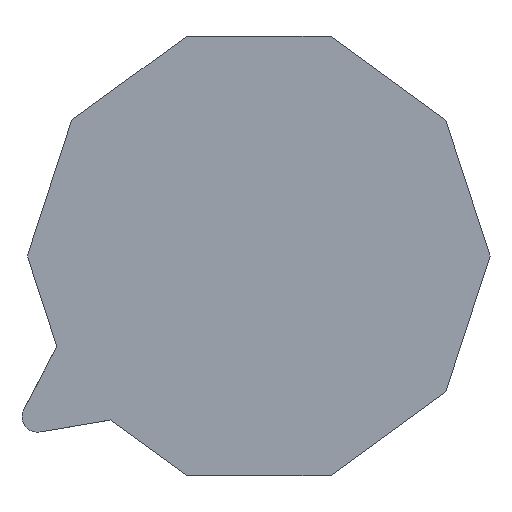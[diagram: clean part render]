
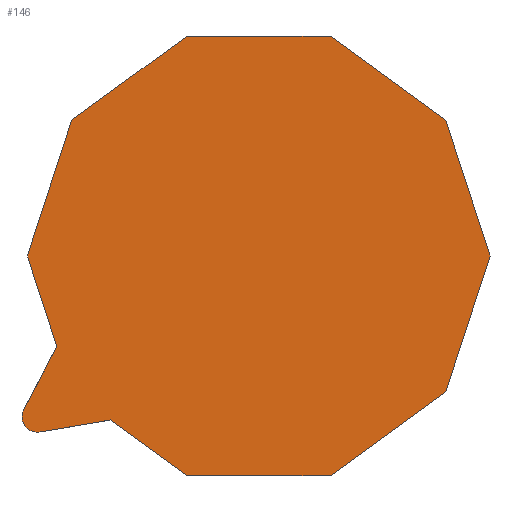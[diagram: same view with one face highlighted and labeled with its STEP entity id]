
A CAD part, front view. The second image highlights one B-rep face of the part: STEP entity #146.
In plain terms, the highlighted planar face has unit normal (0, -1, 0).
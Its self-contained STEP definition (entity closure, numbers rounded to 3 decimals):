
#22 = VERTEX_POINT ( 'NONE', #595 ) ;
#23 = DIRECTION ( 'NONE',  ( 0.309, 0., 0.951 ) ) ;
#37 = CARTESIAN_POINT ( 'NONE',  ( -7.835, 0., 4.119 ) ) ;
#39 = VERTEX_POINT ( 'NONE', #887 ) ;
#42 = CARTESIAN_POINT ( 'NONE',  ( 12.135, 0., 8.817 ) ) ;
#93 = LINE ( 'NONE', #827, #153 ) ;
#104 = CARTESIAN_POINT ( 'NONE',  ( -14.183, 0., -11.413 ) ) ;
#125 = CARTESIAN_POINT ( 'NONE',  ( -15.237, 0., -9.962 ) ) ;
#134 = PLANE ( 'NONE',  #549 ) ;
#136 = CARTESIAN_POINT ( 'NONE',  ( -4.635, 0., -14.266 ) ) ;
#145 = VERTEX_POINT ( 'NONE', #104 ) ;
#146 = ADVANCED_FACE ( 'NONE', ( #1137 ), #134, .F. ) ;
#153 = VECTOR ( 'NONE', #206, 1000. ) ;
#180 = EDGE_CURVE ( 'NONE', #892, #803, #612, .T. ) ;
#194 = DIRECTION ( 'NONE',  ( 0., 1., 0. ) ) ;
#206 = DIRECTION ( 'NONE',  ( -0.986, 0., -0.169 ) ) ;
#231 = CIRCLE ( 'NONE', #1066, 1. ) ;
#239 = EDGE_CURVE ( 'NONE', #480, #22, #813, .T. ) ;
#258 = CARTESIAN_POINT ( 'NONE',  ( 15., 0., 0. ) ) ;
#269 = ORIENTED_EDGE ( 'NONE', *, *, #1091, .F. ) ;
#283 = CARTESIAN_POINT ( 'NONE',  ( -14.352, 0., -10.428 ) ) ;
#291 = CARTESIAN_POINT ( 'NONE',  ( 4.635, 0., 14.266 ) ) ;
#294 = DIRECTION ( 'NONE',  ( 0., 0., 1. ) ) ;
#298 = DIRECTION ( 'NONE',  ( 0.809, 0., -0.588 ) ) ;
#301 = EDGE_CURVE ( 'NONE', #660, #1290, #553, .T. ) ;
#303 = ORIENTED_EDGE ( 'NONE', *, *, #990, .F. ) ;
#309 = VECTOR ( 'NONE', #1225, 1000. ) ;
#321 = ORIENTED_EDGE ( 'NONE', *, *, #778, .F. ) ;
#325 = CARTESIAN_POINT ( 'NONE',  ( 12.135, 0., -8.817 ) ) ;
#326 = DIRECTION ( 'NONE',  ( 0.809, 0., 0.588 ) ) ;
#328 = EDGE_CURVE ( 'NONE', #587, #1033, #843, .T. ) ;
#330 = VECTOR ( 'NONE', #1315, 1000. ) ;
#335 = VECTOR ( 'NONE', #298, 1000. ) ;
#424 = DIRECTION ( 'NONE',  ( 0.465, 0., 0.885 ) ) ;
#430 = DIRECTION ( 'NONE',  ( -1., 0., 0. ) ) ;
#433 = EDGE_CURVE ( 'NONE', #533, #145, #231, .T. ) ;
#454 = CARTESIAN_POINT ( 'NONE',  ( -9.635, 0., -10.633 ) ) ;
#456 = ORIENTED_EDGE ( 'NONE', *, *, #328, .F. ) ;
#465 = DIRECTION ( 'NONE',  ( 0., 0., 1. ) ) ;
#475 = VECTOR ( 'NONE', #23, 1000. ) ;
#480 = VERTEX_POINT ( 'NONE', #291 ) ;
#488 = EDGE_CURVE ( 'NONE', #1081, #145, #93, .T. ) ;
#494 = EDGE_LOOP ( 'NONE', ( #321, #1288, #609, #269, #729, #1024, #1210, #1282, #941, #839, #456, #982, #303 ) ) ;
#496 = LINE ( 'NONE', #830, #330 ) ;
#506 = EDGE_CURVE ( 'NONE', #803, #660, #1313, .T. ) ;
#514 = DIRECTION ( 'NONE',  ( -0.309, 0., -0.951 ) ) ;
#533 = VERTEX_POINT ( 'NONE', #125 ) ;
#545 = DIRECTION ( 'NONE',  ( -0.309, 0., 0.951 ) ) ;
#549 = AXIS2_PLACEMENT_3D ( 'NONE', #1043, #194, #294 ) ;
#553 = LINE ( 'NONE', #857, #889 ) ;
#581 = VECTOR ( 'NONE', #1223, 1000. ) ;
#587 = VERTEX_POINT ( 'NONE', #1255 ) ;
#595 = CARTESIAN_POINT ( 'NONE',  ( 12.135, 0., 8.817 ) ) ;
#609 = ORIENTED_EDGE ( 'NONE', *, *, #488, .F. ) ;
#612 = LINE ( 'NONE', #707, #1298 ) ;
#623 = LINE ( 'NONE', #1021, #475 ) ;
#636 = LINE ( 'NONE', #136, #581 ) ;
#656 = VECTOR ( 'NONE', #326, 1000. ) ;
#660 = VERTEX_POINT ( 'NONE', #1189 ) ;
#669 = VECTOR ( 'NONE', #741, 1000. ) ;
#695 = DIRECTION ( 'NONE',  ( 0., -1., 0. ) ) ;
#707 = CARTESIAN_POINT ( 'NONE',  ( 15., 0., 0. ) ) ;
#709 = EDGE_CURVE ( 'NONE', #1033, #480, #496, .T. ) ;
#729 = ORIENTED_EDGE ( 'NONE', *, *, #301, .F. ) ;
#733 = LINE ( 'NONE', #37, #1036 ) ;
#741 = DIRECTION ( 'NONE',  ( 0.309, 0., -0.951 ) ) ;
#778 = EDGE_CURVE ( 'NONE', #533, #1040, #733, .T. ) ;
#798 = VECTOR ( 'NONE', #545, 1000. ) ;
#803 = VERTEX_POINT ( 'NONE', #325 ) ;
#809 = EDGE_CURVE ( 'NONE', #22, #892, #1042, .T. ) ;
#813 = LINE ( 'NONE', #1219, #335 ) ;
#827 = CARTESIAN_POINT ( 'NONE',  ( 1.496, 0., -8.724 ) ) ;
#830 = CARTESIAN_POINT ( 'NONE',  ( -4.635, 0., 14.266 ) ) ;
#839 = ORIENTED_EDGE ( 'NONE', *, *, #709, .F. ) ;
#843 = LINE ( 'NONE', #1251, #656 ) ;
#857 = CARTESIAN_POINT ( 'NONE',  ( 4.635, 0., -14.266 ) ) ;
#887 = CARTESIAN_POINT ( 'NONE',  ( -15., 0., 0. ) ) ;
#889 = VECTOR ( 'NONE', #430, 1000. ) ;
#892 = VERTEX_POINT ( 'NONE', #258 ) ;
#918 = CARTESIAN_POINT ( 'NONE',  ( 12.135, 0., -8.817 ) ) ;
#935 = CARTESIAN_POINT ( 'NONE',  ( -4.635, 0., -14.266 ) ) ;
#941 = ORIENTED_EDGE ( 'NONE', *, *, #239, .F. ) ;
#947 = CARTESIAN_POINT ( 'NONE',  ( -13.09, 0., -5.878 ) ) ;
#975 = LINE ( 'NONE', #1261, #798 ) ;
#982 = ORIENTED_EDGE ( 'NONE', *, *, #1292, .F. ) ;
#990 = EDGE_CURVE ( 'NONE', #1040, #39, #975, .T. ) ;
#1021 = CARTESIAN_POINT ( 'NONE',  ( -15., 0., 0. ) ) ;
#1024 = ORIENTED_EDGE ( 'NONE', *, *, #506, .F. ) ;
#1033 = VERTEX_POINT ( 'NONE', #1148 ) ;
#1036 = VECTOR ( 'NONE', #424, 1000. ) ;
#1040 = VERTEX_POINT ( 'NONE', #947 ) ;
#1042 = LINE ( 'NONE', #42, #669 ) ;
#1043 = CARTESIAN_POINT ( 'NONE',  ( 0., 0., 0. ) ) ;
#1066 = AXIS2_PLACEMENT_3D ( 'NONE', #283, #695, #465 ) ;
#1081 = VERTEX_POINT ( 'NONE', #454 ) ;
#1091 = EDGE_CURVE ( 'NONE', #1290, #1081, #636, .T. ) ;
#1137 = FACE_OUTER_BOUND ( 'NONE', #494, .T. ) ;
#1148 = CARTESIAN_POINT ( 'NONE',  ( -4.635, 0., 14.266 ) ) ;
#1189 = CARTESIAN_POINT ( 'NONE',  ( 4.635, 0., -14.266 ) ) ;
#1210 = ORIENTED_EDGE ( 'NONE', *, *, #180, .F. ) ;
#1219 = CARTESIAN_POINT ( 'NONE',  ( 4.635, 0., 14.266 ) ) ;
#1223 = DIRECTION ( 'NONE',  ( -0.809, 0., 0.588 ) ) ;
#1225 = DIRECTION ( 'NONE',  ( -0.809, 0., -0.588 ) ) ;
#1251 = CARTESIAN_POINT ( 'NONE',  ( -12.135, 0., 8.817 ) ) ;
#1255 = CARTESIAN_POINT ( 'NONE',  ( -12.135, 0., 8.817 ) ) ;
#1261 = CARTESIAN_POINT ( 'NONE',  ( -12.135, 0., -8.817 ) ) ;
#1282 = ORIENTED_EDGE ( 'NONE', *, *, #809, .F. ) ;
#1288 = ORIENTED_EDGE ( 'NONE', *, *, #433, .T. ) ;
#1290 = VERTEX_POINT ( 'NONE', #935 ) ;
#1292 = EDGE_CURVE ( 'NONE', #39, #587, #623, .T. ) ;
#1298 = VECTOR ( 'NONE', #514, 1000. ) ;
#1313 = LINE ( 'NONE', #918, #309 ) ;
#1315 = DIRECTION ( 'NONE',  ( 1., 0., 0. ) ) ;
